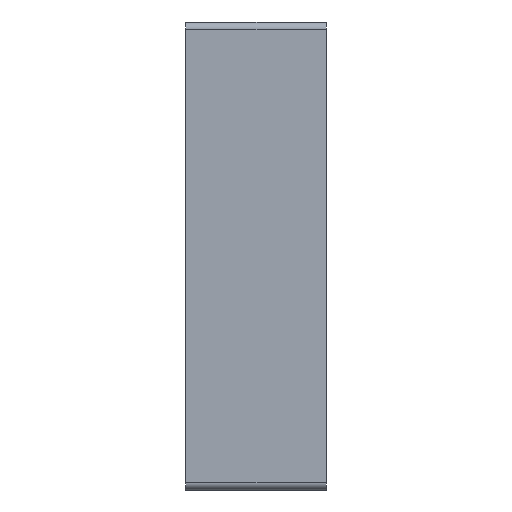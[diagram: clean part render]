
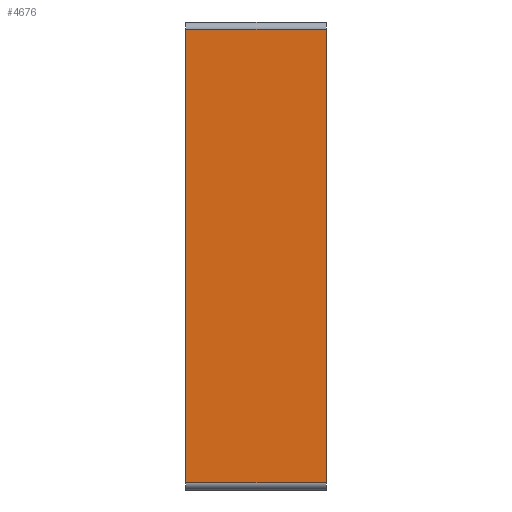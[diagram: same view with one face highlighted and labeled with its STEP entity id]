
A CAD part, left-side view. The second image highlights one B-rep face of the part: STEP entity #4676.
In plain terms, the highlighted planar face has unit normal (-1, 0, 0).
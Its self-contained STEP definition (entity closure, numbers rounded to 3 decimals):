
#153 = ORIENTED_EDGE ( 'NONE', *, *, #3610, .T. ) ;
#156 = LINE ( 'NONE', #3963, #5393 ) ;
#317 = DIRECTION ( 'NONE',  ( 0., -1., 0. ) ) ;
#387 = DIRECTION ( 'NONE',  ( 1., 0., 0. ) ) ;
#409 = VERTEX_POINT ( 'NONE', #5526 ) ;
#657 = DIRECTION ( 'NONE',  ( 0., 0., 1. ) ) ;
#661 = VERTEX_POINT ( 'NONE', #3472 ) ;
#783 = LINE ( 'NONE', #1794, #6190 ) ;
#856 = EDGE_CURVE ( 'NONE', #2356, #1351, #5048, .T. ) ;
#1128 = ORIENTED_EDGE ( 'NONE', *, *, #856, .F. ) ;
#1292 = PLANE ( 'NONE',  #3087 ) ;
#1351 = VERTEX_POINT ( 'NONE', #3217 ) ;
#1392 = CARTESIAN_POINT ( 'NONE',  ( -500., 135., 225. ) ) ;
#1794 = CARTESIAN_POINT ( 'NONE',  ( -500., 135., -218. ) ) ;
#1922 = LINE ( 'NONE', #3458, #2477 ) ;
#2120 = VECTOR ( 'NONE', #5519, 1000. ) ;
#2166 = EDGE_LOOP ( 'NONE', ( #1128, #6010, #4185, #153 ) ) ;
#2356 = VERTEX_POINT ( 'NONE', #3823 ) ;
#2477 = VECTOR ( 'NONE', #3431, 1000. ) ;
#2941 = EDGE_CURVE ( 'NONE', #409, #661, #156, .T. ) ;
#3087 = AXIS2_PLACEMENT_3D ( 'NONE', #1392, #387, #4218 ) ;
#3155 = EDGE_CURVE ( 'NONE', #2356, #409, #783, .T. ) ;
#3217 = CARTESIAN_POINT ( 'NONE',  ( -500., 135., 218. ) ) ;
#3431 = DIRECTION ( 'NONE',  ( 0., 1., 0. ) ) ;
#3458 = CARTESIAN_POINT ( 'NONE',  ( -500., 135., 218. ) ) ;
#3472 = CARTESIAN_POINT ( 'NONE',  ( -500., 0., 218. ) ) ;
#3610 = EDGE_CURVE ( 'NONE', #661, #1351, #1922, .T. ) ;
#3823 = CARTESIAN_POINT ( 'NONE',  ( -500., 135., -218. ) ) ;
#3963 = CARTESIAN_POINT ( 'NONE',  ( -500., 0., 225. ) ) ;
#4185 = ORIENTED_EDGE ( 'NONE', *, *, #2941, .T. ) ;
#4218 = DIRECTION ( 'NONE',  ( 0., 0., -1. ) ) ;
#4676 = ADVANCED_FACE ( 'NONE', ( #4756 ), #1292, .F. ) ;
#4756 = FACE_OUTER_BOUND ( 'NONE', #2166, .T. ) ;
#5048 = LINE ( 'NONE', #5638, #2120 ) ;
#5393 = VECTOR ( 'NONE', #657, 1000. ) ;
#5519 = DIRECTION ( 'NONE',  ( 0., 0., 1. ) ) ;
#5526 = CARTESIAN_POINT ( 'NONE',  ( -500., 0., -218. ) ) ;
#5638 = CARTESIAN_POINT ( 'NONE',  ( -500., 135., 225. ) ) ;
#6010 = ORIENTED_EDGE ( 'NONE', *, *, #3155, .T. ) ;
#6190 = VECTOR ( 'NONE', #317, 1000. ) ;
